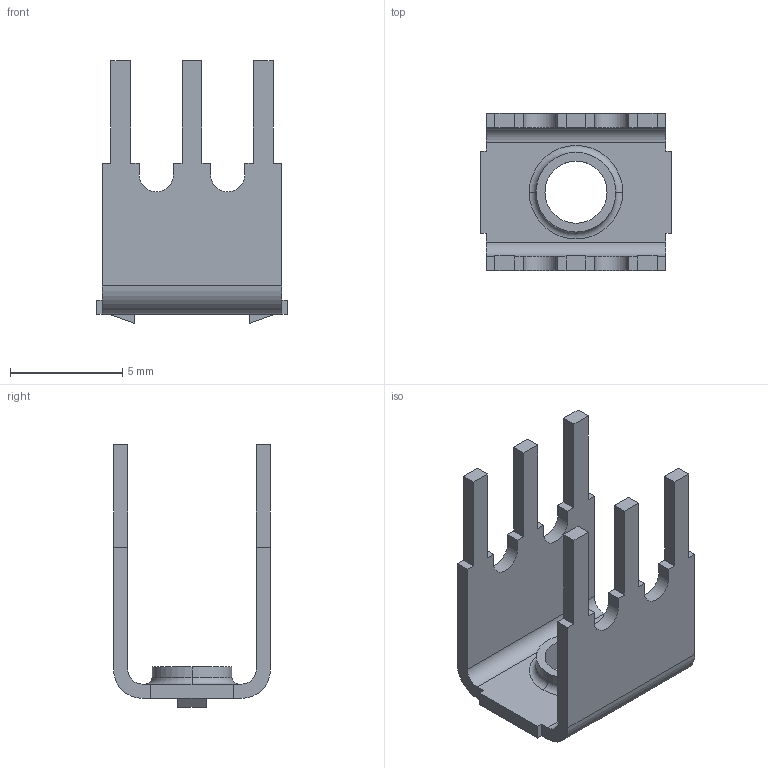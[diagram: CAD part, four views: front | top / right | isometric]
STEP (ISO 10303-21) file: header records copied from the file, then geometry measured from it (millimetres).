
FILE_DESCRIPTION(('STEP AP242'),'1');
FILE_NAME('55323-5.stp','2023-03-30T01:13:35',('TraceParts'),('TraceParts S.A.'),'Spatial InterOp 3D',' ',' ');
FILE_SCHEMA(('AP242_MANAGED_MODEL_BASED_3D_ENGINEERING_MIM_LF {1 0 10303 442 1 1 4}'));
Length unit declared in the file: millimetre
Products named in the file (1): 55323-5
Bounding box: 8.51 x 6.99 x 11.71 mm (x, y, z)
Volume: 105.6 mm3; surface area: 415.9 mm2
Topology: 1 solids, 1 shells, 77 faces, 214 edges, 142 vertices
Faces by surface type: plane 63, cylinder 12, torus 2
Entity records: 2459 total; most frequent: CARTESIAN_POINT 434, ORIENTED_EDGE 428, DIRECTION 398, EDGE_CURVE 214, LINE 186, VECTOR 186, VERTEX_POINT 142, AXIS2_PLACEMENT_3D 106
